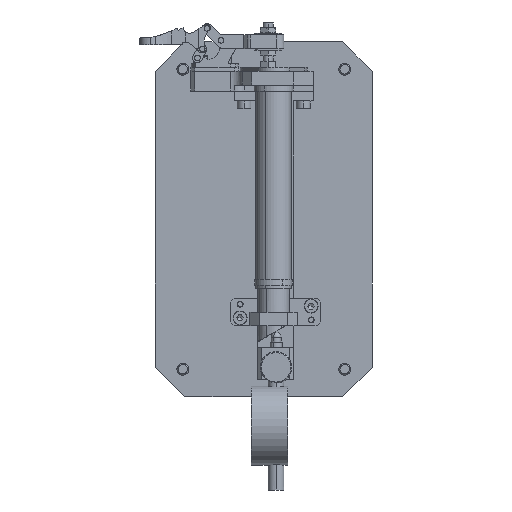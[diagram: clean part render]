
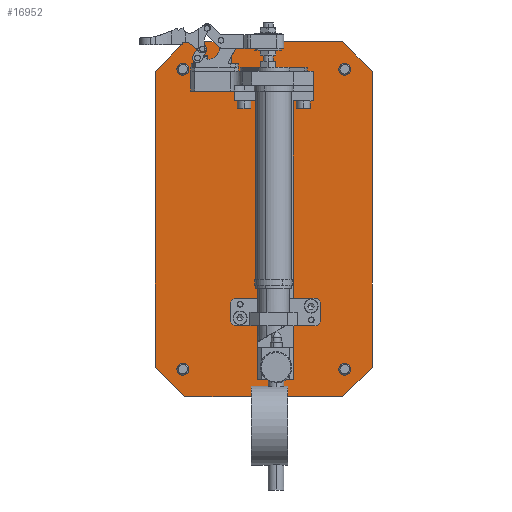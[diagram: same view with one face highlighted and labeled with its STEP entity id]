
A CAD part, front view. The second image highlights one B-rep face of the part: STEP entity #16952.
In plain terms, the highlighted planar face has unit normal (0, -1, 0).
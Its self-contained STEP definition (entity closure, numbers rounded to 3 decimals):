
#16227=CARTESIAN_POINT('Vertex',(-33.413,30.,-6.318)) ;
#16232=CARTESIAN_POINT('Axis2P3D Location',(-31.,30.,-5.)) ;
#16236=CARTESIAN_POINT('Vertex',(-28.587,30.,-3.682)) ;
#16447=CARTESIAN_POINT('Axis2P3D Location',(-31.,30.,-5.)) ;
#16468=CARTESIAN_POINT('Vertex',(-45.,30.,15.)) ;
#16471=CARTESIAN_POINT('Line Origine',(-5.,30.,15.)) ;
#16475=CARTESIAN_POINT('Vertex',(35.,30.,15.)) ;
#16499=CARTESIAN_POINT('Vertex',(50.,30.,0.)) ;
#16502=CARTESIAN_POINT('Line Origine',(50.,30.,-75.)) ;
#16506=CARTESIAN_POINT('Vertex',(50.,30.,-150.)) ;
#16530=CARTESIAN_POINT('Vertex',(-45.,30.,-165.)) ;
#16537=CARTESIAN_POINT('Vertex',(35.,30.,-165.)) ;
#16540=CARTESIAN_POINT('Line Origine',(-5.,30.,-165.)) ;
#16561=CARTESIAN_POINT('Vertex',(-60.,30.,-150.)) ;
#16564=CARTESIAN_POINT('Line Origine',(-60.,30.,-75.)) ;
#16568=CARTESIAN_POINT('Vertex',(-60.,30.,0.)) ;
#16592=CARTESIAN_POINT('Vertex',(33.842,30.,-149.821)) ;
#16599=CARTESIAN_POINT('Vertex',(38.158,30.,-152.179)) ;
#16602=CARTESIAN_POINT('Axis2P3D Location',(36.,30.,-151.)) ;
#16614=CARTESIAN_POINT('Axis2P3D Location',(36.,30.,-151.)) ;
#16635=CARTESIAN_POINT('Vertex',(-48.158,30.,-149.821)) ;
#16642=CARTESIAN_POINT('Vertex',(-43.842,30.,-152.179)) ;
#16645=CARTESIAN_POINT('Axis2P3D Location',(-46.,30.,-151.)) ;
#16657=CARTESIAN_POINT('Axis2P3D Location',(-46.,30.,-151.)) ;
#16678=CARTESIAN_POINT('Vertex',(33.842,30.,2.179)) ;
#16685=CARTESIAN_POINT('Vertex',(38.158,30.,-0.179)) ;
#16688=CARTESIAN_POINT('Axis2P3D Location',(36.,30.,1.)) ;
#16700=CARTESIAN_POINT('Axis2P3D Location',(36.,30.,1.)) ;
#16721=CARTESIAN_POINT('Vertex',(-48.158,30.,2.179)) ;
#16728=CARTESIAN_POINT('Vertex',(-43.842,30.,-0.179)) ;
#16731=CARTESIAN_POINT('Axis2P3D Location',(-46.,30.,1.)) ;
#16743=CARTESIAN_POINT('Axis2P3D Location',(-46.,30.,1.)) ;
#16764=CARTESIAN_POINT('Vertex',(-1.413,30.,-126.318)) ;
#16767=CARTESIAN_POINT('Axis2P3D Location',(1.,30.,-125.)) ;
#16771=CARTESIAN_POINT('Vertex',(3.413,30.,-123.682)) ;
#16786=CARTESIAN_POINT('Axis2P3D Location',(1.,30.,-125.)) ;
#16807=CARTESIAN_POINT('Vertex',(-1.413,30.,-16.318)) ;
#16810=CARTESIAN_POINT('Axis2P3D Location',(1.,30.,-15.)) ;
#16814=CARTESIAN_POINT('Vertex',(3.413,30.,-13.682)) ;
#16829=CARTESIAN_POINT('Axis2P3D Location',(1.,30.,-15.)) ;
#16846=CARTESIAN_POINT('Line Origine',(-52.5,30.,7.5)) ;
#16863=CARTESIAN_POINT('Line Origine',(-52.5,30.,-157.5)) ;
#16880=CARTESIAN_POINT('Line Origine',(42.5,30.,-157.5)) ;
#16897=CARTESIAN_POINT('Line Origine',(42.5,30.,7.5)) ;
#16909=CARTESIAN_POINT('Axis2P3D Location',(0.,30.,0.)) ;
#16233=DIRECTION('Axis2P3D Direction',(0.,-1.,0.)) ;
#16448=DIRECTION('Axis2P3D Direction',(0.,-1.,0.)) ;
#16472=DIRECTION('Vector Direction',(-1.,0.,0.)) ;
#16503=DIRECTION('Vector Direction',(0.,0.,-1.)) ;
#16541=DIRECTION('Vector Direction',(1.,0.,0.)) ;
#16565=DIRECTION('Vector Direction',(0.,0.,1.)) ;
#16603=DIRECTION('Axis2P3D Direction',(0.,1.,0.)) ;
#16615=DIRECTION('Axis2P3D Direction',(0.,1.,0.)) ;
#16646=DIRECTION('Axis2P3D Direction',(0.,1.,0.)) ;
#16658=DIRECTION('Axis2P3D Direction',(0.,1.,0.)) ;
#16689=DIRECTION('Axis2P3D Direction',(0.,1.,0.)) ;
#16701=DIRECTION('Axis2P3D Direction',(0.,1.,0.)) ;
#16732=DIRECTION('Axis2P3D Direction',(0.,1.,0.)) ;
#16744=DIRECTION('Axis2P3D Direction',(0.,1.,0.)) ;
#16768=DIRECTION('Axis2P3D Direction',(0.,-1.,0.)) ;
#16787=DIRECTION('Axis2P3D Direction',(0.,-1.,0.)) ;
#16811=DIRECTION('Axis2P3D Direction',(0.,-1.,0.)) ;
#16830=DIRECTION('Axis2P3D Direction',(0.,-1.,0.)) ;
#16847=DIRECTION('Vector Direction',(0.707,0.,0.707)) ;
#16864=DIRECTION('Vector Direction',(0.707,0.,-0.707)) ;
#16881=DIRECTION('Vector Direction',(-0.707,0.,-0.707)) ;
#16898=DIRECTION('Vector Direction',(-0.707,0.,0.707)) ;
#16910=DIRECTION('Axis2P3D Direction',(0.,1.,0.)) ;
#16911=DIRECTION('Axis2P3D XDirection',(-1.,0.,0.)) ;
#16234=AXIS2_PLACEMENT_3D('Circle Axis2P3D',#16232,#16233,$) ;
#16449=AXIS2_PLACEMENT_3D('Circle Axis2P3D',#16447,#16448,$) ;
#16604=AXIS2_PLACEMENT_3D('Circle Axis2P3D',#16602,#16603,$) ;
#16616=AXIS2_PLACEMENT_3D('Circle Axis2P3D',#16614,#16615,$) ;
#16647=AXIS2_PLACEMENT_3D('Circle Axis2P3D',#16645,#16646,$) ;
#16659=AXIS2_PLACEMENT_3D('Circle Axis2P3D',#16657,#16658,$) ;
#16690=AXIS2_PLACEMENT_3D('Circle Axis2P3D',#16688,#16689,$) ;
#16702=AXIS2_PLACEMENT_3D('Circle Axis2P3D',#16700,#16701,$) ;
#16733=AXIS2_PLACEMENT_3D('Circle Axis2P3D',#16731,#16732,$) ;
#16745=AXIS2_PLACEMENT_3D('Circle Axis2P3D',#16743,#16744,$) ;
#16769=AXIS2_PLACEMENT_3D('Circle Axis2P3D',#16767,#16768,$) ;
#16788=AXIS2_PLACEMENT_3D('Circle Axis2P3D',#16786,#16787,$) ;
#16812=AXIS2_PLACEMENT_3D('Circle Axis2P3D',#16810,#16811,$) ;
#16831=AXIS2_PLACEMENT_3D('Circle Axis2P3D',#16829,#16830,$) ;
#16912=AXIS2_PLACEMENT_3D('Plane Axis2P3D',#16909,#16910,#16911) ;
#16915=ORIENTED_EDGE('',*,*,#16850,.F.) ;
#16916=ORIENTED_EDGE('',*,*,#16570,.F.) ;
#16917=ORIENTED_EDGE('',*,*,#16867,.F.) ;
#16918=ORIENTED_EDGE('',*,*,#16544,.F.) ;
#16919=ORIENTED_EDGE('',*,*,#16884,.F.) ;
#16920=ORIENTED_EDGE('',*,*,#16508,.F.) ;
#16921=ORIENTED_EDGE('',*,*,#16901,.F.) ;
#16922=ORIENTED_EDGE('',*,*,#16477,.F.) ;
#16925=ORIENTED_EDGE('',*,*,#16238,.T.) ;
#16926=ORIENTED_EDGE('',*,*,#16451,.T.) ;
#16929=ORIENTED_EDGE('',*,*,#16816,.T.) ;
#16930=ORIENTED_EDGE('',*,*,#16833,.T.) ;
#16933=ORIENTED_EDGE('',*,*,#16773,.T.) ;
#16934=ORIENTED_EDGE('',*,*,#16790,.T.) ;
#16937=ORIENTED_EDGE('',*,*,#16735,.T.) ;
#16938=ORIENTED_EDGE('',*,*,#16747,.T.) ;
#16941=ORIENTED_EDGE('',*,*,#16692,.T.) ;
#16942=ORIENTED_EDGE('',*,*,#16704,.T.) ;
#16945=ORIENTED_EDGE('',*,*,#16649,.T.) ;
#16946=ORIENTED_EDGE('',*,*,#16661,.T.) ;
#16949=ORIENTED_EDGE('',*,*,#16606,.T.) ;
#16950=ORIENTED_EDGE('',*,*,#16618,.T.) ;
#16927=FACE_BOUND('',#16924,.T.) ;
#16931=FACE_BOUND('',#16928,.T.) ;
#16935=FACE_BOUND('',#16932,.T.) ;
#16939=FACE_BOUND('',#16936,.T.) ;
#16943=FACE_BOUND('',#16940,.T.) ;
#16947=FACE_BOUND('',#16944,.T.) ;
#16951=FACE_BOUND('',#16948,.T.) ;
#16473=VECTOR('Line Direction',#16472,1.) ;
#16504=VECTOR('Line Direction',#16503,1.) ;
#16542=VECTOR('Line Direction',#16541,1.) ;
#16566=VECTOR('Line Direction',#16565,1.) ;
#16848=VECTOR('Line Direction',#16847,1.) ;
#16865=VECTOR('Line Direction',#16864,1.) ;
#16882=VECTOR('Line Direction',#16881,1.) ;
#16899=VECTOR('Line Direction',#16898,1.) ;
#16952=ADVANCED_FACE('PartBody',(#16923,#16927,#16931,#16935,#16939,#16943,#16947,#16951),#16913,.F.) ;
#16235=CIRCLE('generated circle',#16234,2.75) ;
#16450=CIRCLE('generated circle',#16449,2.75) ;
#16605=CIRCLE('generated circle',#16604,2.459) ;
#16617=CIRCLE('generated circle',#16616,2.459) ;
#16648=CIRCLE('generated circle',#16647,2.459) ;
#16660=CIRCLE('generated circle',#16659,2.459) ;
#16691=CIRCLE('generated circle',#16690,2.459) ;
#16703=CIRCLE('generated circle',#16702,2.459) ;
#16734=CIRCLE('generated circle',#16733,2.459) ;
#16746=CIRCLE('generated circle',#16745,2.459) ;
#16770=CIRCLE('generated circle',#16769,2.75) ;
#16789=CIRCLE('generated circle',#16788,2.75) ;
#16813=CIRCLE('generated circle',#16812,2.75) ;
#16832=CIRCLE('generated circle',#16831,2.75) ;
#16238=EDGE_CURVE('',#16237,#16228,#16235,.F.) ;
#16451=EDGE_CURVE('',#16228,#16237,#16450,.F.) ;
#16477=EDGE_CURVE('',#16469,#16476,#16474,.F.) ;
#16508=EDGE_CURVE('',#16500,#16507,#16505,.T.) ;
#16544=EDGE_CURVE('',#16538,#16531,#16543,.F.) ;
#16570=EDGE_CURVE('',#16562,#16569,#16567,.T.) ;
#16606=EDGE_CURVE('',#16593,#16600,#16605,.T.) ;
#16618=EDGE_CURVE('',#16600,#16593,#16617,.T.) ;
#16649=EDGE_CURVE('',#16636,#16643,#16648,.T.) ;
#16661=EDGE_CURVE('',#16643,#16636,#16660,.T.) ;
#16692=EDGE_CURVE('',#16679,#16686,#16691,.T.) ;
#16704=EDGE_CURVE('',#16686,#16679,#16703,.T.) ;
#16735=EDGE_CURVE('',#16722,#16729,#16734,.T.) ;
#16747=EDGE_CURVE('',#16729,#16722,#16746,.T.) ;
#16773=EDGE_CURVE('',#16772,#16765,#16770,.F.) ;
#16790=EDGE_CURVE('',#16765,#16772,#16789,.F.) ;
#16816=EDGE_CURVE('',#16815,#16808,#16813,.F.) ;
#16833=EDGE_CURVE('',#16808,#16815,#16832,.F.) ;
#16850=EDGE_CURVE('',#16569,#16469,#16849,.T.) ;
#16867=EDGE_CURVE('',#16531,#16562,#16866,.F.) ;
#16884=EDGE_CURVE('',#16507,#16538,#16883,.T.) ;
#16901=EDGE_CURVE('',#16476,#16500,#16900,.F.) ;
#16914=EDGE_LOOP('',(#16915,#16916,#16917,#16918,#16919,#16920,#16921,#16922)) ;
#16924=EDGE_LOOP('',(#16925,#16926)) ;
#16928=EDGE_LOOP('',(#16929,#16930)) ;
#16932=EDGE_LOOP('',(#16933,#16934)) ;
#16936=EDGE_LOOP('',(#16937,#16938)) ;
#16940=EDGE_LOOP('',(#16941,#16942)) ;
#16944=EDGE_LOOP('',(#16945,#16946)) ;
#16948=EDGE_LOOP('',(#16949,#16950)) ;
#16923=FACE_OUTER_BOUND('',#16914,.T.) ;
#16474=LINE('Line',#16471,#16473) ;
#16505=LINE('Line',#16502,#16504) ;
#16543=LINE('Line',#16540,#16542) ;
#16567=LINE('Line',#16564,#16566) ;
#16849=LINE('Line',#16846,#16848) ;
#16866=LINE('Line',#16863,#16865) ;
#16883=LINE('Line',#16880,#16882) ;
#16900=LINE('Line',#16897,#16899) ;
#16913=PLANE('',#16912) ;
#16228=VERTEX_POINT('',#16227) ;
#16237=VERTEX_POINT('',#16236) ;
#16469=VERTEX_POINT('',#16468) ;
#16476=VERTEX_POINT('',#16475) ;
#16500=VERTEX_POINT('',#16499) ;
#16507=VERTEX_POINT('',#16506) ;
#16531=VERTEX_POINT('',#16530) ;
#16538=VERTEX_POINT('',#16537) ;
#16562=VERTEX_POINT('',#16561) ;
#16569=VERTEX_POINT('',#16568) ;
#16593=VERTEX_POINT('',#16592) ;
#16600=VERTEX_POINT('',#16599) ;
#16636=VERTEX_POINT('',#16635) ;
#16643=VERTEX_POINT('',#16642) ;
#16679=VERTEX_POINT('',#16678) ;
#16686=VERTEX_POINT('',#16685) ;
#16722=VERTEX_POINT('',#16721) ;
#16729=VERTEX_POINT('',#16728) ;
#16765=VERTEX_POINT('',#16764) ;
#16772=VERTEX_POINT('',#16771) ;
#16808=VERTEX_POINT('',#16807) ;
#16815=VERTEX_POINT('',#16814) ;
